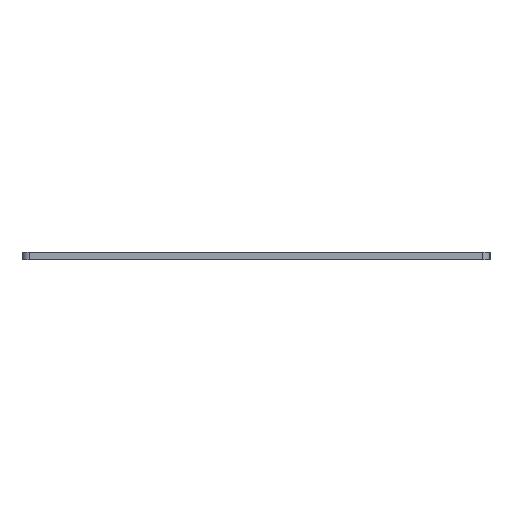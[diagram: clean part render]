
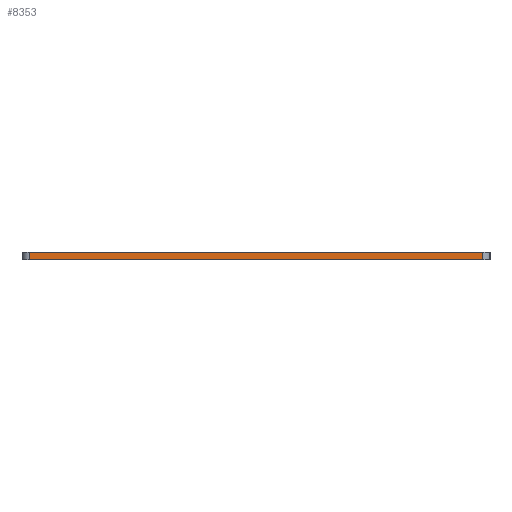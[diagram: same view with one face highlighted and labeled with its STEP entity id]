
A CAD part, left-side view. The second image highlights one B-rep face of the part: STEP entity #8353.
In plain terms, the highlighted planar face has unit normal (-1, 0, 0).
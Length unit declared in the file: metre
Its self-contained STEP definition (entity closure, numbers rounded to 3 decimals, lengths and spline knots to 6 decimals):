
#934=ORIENTED_EDGE('',*,*,#3060,.F.);
#935=ORIENTED_EDGE('',*,*,#3061,.T.);
#936=ORIENTED_EDGE('',*,*,#3062,.T.);
#937=ORIENTED_EDGE('',*,*,#3063,.T.);
#3060=EDGE_CURVE('',#4010,#4011,#5020,.T.);
#3061=EDGE_CURVE('',#4010,#4012,#5021,.F.);
#3062=EDGE_CURVE('',#4012,#4013,#5022,.T.);
#3063=EDGE_CURVE('',#4013,#4011,#5023,.T.);
#4010=VERTEX_POINT('',#12299);
#4011=VERTEX_POINT('',#12300);
#4012=VERTEX_POINT('',#12302);
#4013=VERTEX_POINT('',#12304);
#5020=LINE('',#12298,#6188);
#5021=LINE('',#12301,#6189);
#5022=LINE('',#12303,#6190);
#5023=LINE('',#12305,#6191);
#6188=VECTOR('',#10091,1.);
#6189=VECTOR('',#10092,1.);
#6190=VECTOR('',#10093,1.);
#6191=VECTOR('',#10094,1.);
#6901=EDGE_LOOP('',(#934,#935,#936,#937));
#7431=FACE_BOUND('',#6901,.T.);
#7961=PLANE('',#8773);
#8353=ADVANCED_FACE('',(#7431),#7961,.T.);
#8773=AXIS2_PLACEMENT_3D('',#12297,#10089,#10090);
#10089=DIRECTION('',(-1.,0.,0.));
#10090=DIRECTION('',(0.,0.,1.));
#10091=DIRECTION('',(0.,1.,0.));
#10092=DIRECTION('',(0.,0.,-1.));
#10093=DIRECTION('',(0.,1.,0.));
#10094=DIRECTION('',(0.,0.,-1.));
#12297=CARTESIAN_POINT('',(-0.1425,0.,0.0015));
#12298=CARTESIAN_POINT('',(-0.1425,0.,0.));
#12299=CARTESIAN_POINT('',(-0.1425,-0.0458,0.));
#12300=CARTESIAN_POINT('',(-0.1425,0.0458,0.));
#12301=CARTESIAN_POINT('',(-0.1425,-0.0458,0.0015));
#12302=CARTESIAN_POINT('',(-0.1425,-0.0458,0.0015));
#12303=CARTESIAN_POINT('',(-0.1425,0.,0.0015));
#12304=CARTESIAN_POINT('',(-0.1425,0.0458,0.0015));
#12305=CARTESIAN_POINT('',(-0.1425,0.0458,0.));
